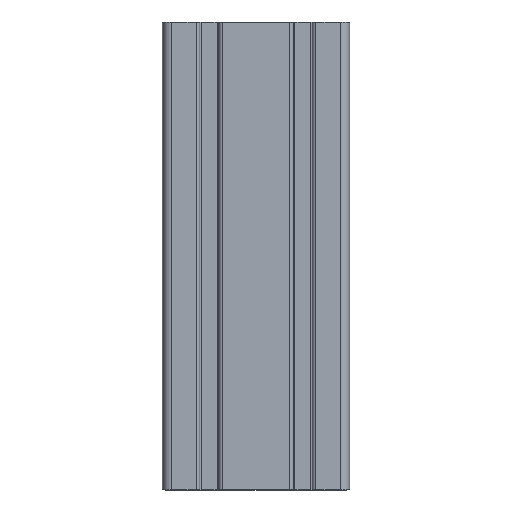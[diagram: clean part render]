
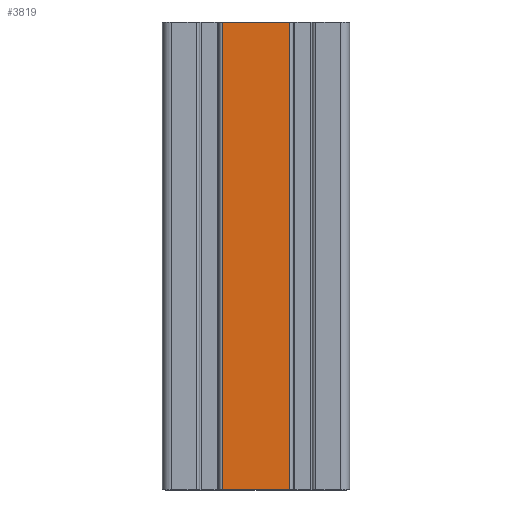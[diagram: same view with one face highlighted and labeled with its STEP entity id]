
A CAD part, top view. The second image highlights one B-rep face of the part: STEP entity #3819.
In plain terms, the highlighted planar face has unit normal (0, 0, 1).
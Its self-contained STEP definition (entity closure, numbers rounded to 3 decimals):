
#413=FACE_OUTER_BOUND('',#611,.T.);
#611=EDGE_LOOP('',(#2761,#2762,#2763,#2764));
#886=LINE('',#5994,#1262);
#887=LINE('',#5998,#1263);
#888=LINE('',#6000,#1264);
#889=LINE('',#6001,#1265);
#1262=VECTOR('',#4792,200.);
#1263=VECTOR('',#4797,28.8);
#1264=VECTOR('',#4798,200.);
#1265=VECTOR('',#4799,28.8);
#1651=VERTEX_POINT('',#5991);
#1652=VERTEX_POINT('',#5993);
#1653=VERTEX_POINT('',#5997);
#1654=VERTEX_POINT('',#5999);
#2107=EDGE_CURVE('',#1651,#1652,#886,.T.);
#2109=EDGE_CURVE('',#1651,#1653,#887,.T.);
#2110=EDGE_CURVE('',#1653,#1654,#888,.T.);
#2111=EDGE_CURVE('',#1652,#1654,#889,.T.);
#2761=ORIENTED_EDGE('',*,*,#2109,.T.);
#2762=ORIENTED_EDGE('',*,*,#2110,.T.);
#2763=ORIENTED_EDGE('',*,*,#2111,.F.);
#2764=ORIENTED_EDGE('',*,*,#2107,.F.);
#3688=PLANE('',#4097);
#3819=ADVANCED_FACE('',(#413),#3688,.T.);
#4097=AXIS2_PLACEMENT_3D('',#5996,#4795,#4796);
#4792=DIRECTION('',(0.,-1.,0.));
#4795=DIRECTION('center_axis',(0.,0.,1.));
#4796=DIRECTION('ref_axis',(1.,0.,0.));
#4797=DIRECTION('',(-1.,0.,0.));
#4798=DIRECTION('',(0.,-1.,0.));
#4799=DIRECTION('',(-1.,0.,0.));
#5991=CARTESIAN_POINT('',(14.4,200.,16.));
#5993=CARTESIAN_POINT('',(14.4,0.,16.));
#5994=CARTESIAN_POINT('',(14.4,0.,16.));
#5996=CARTESIAN_POINT('Origin',(-14.4,0.,16.));
#5997=CARTESIAN_POINT('',(-14.4,200.,16.));
#5998=CARTESIAN_POINT('',(-7.2,200.,16.));
#5999=CARTESIAN_POINT('',(-14.4,0.,16.));
#6000=CARTESIAN_POINT('',(-14.4,0.,16.));
#6001=CARTESIAN_POINT('',(-7.2,0.,16.));
